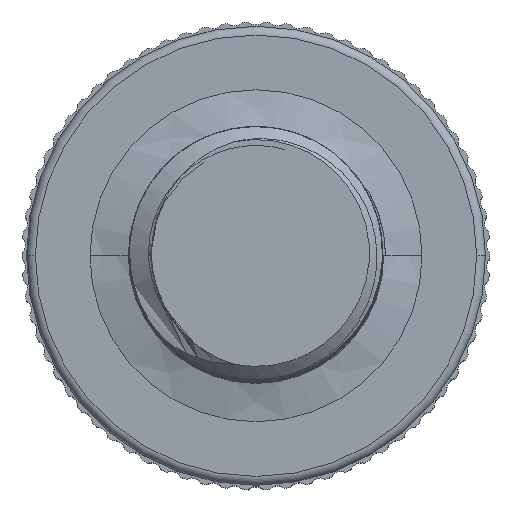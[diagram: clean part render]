
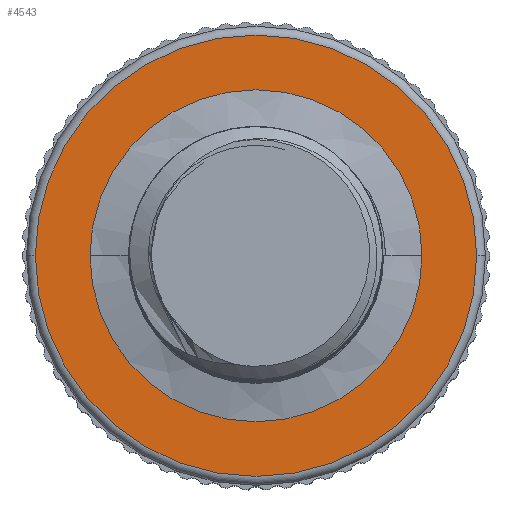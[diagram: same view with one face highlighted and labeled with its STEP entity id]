
A CAD part, top view. The second image highlights one B-rep face of the part: STEP entity #4543.
In plain terms, the highlighted planar face has unit normal (0, 0, 1).
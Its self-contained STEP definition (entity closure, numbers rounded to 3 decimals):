
#197 = AXIS2_PLACEMENT_3D ( 'NONE', #17483, #7219, #15660 ) ;
#511 = ORIENTED_EDGE ( 'NONE', *, *, #11766, .F. ) ;
#695 = DIRECTION ( 'NONE',  ( 0., 0., 1. ) ) ;
#975 = VERTEX_POINT ( 'NONE', #18917 ) ;
#1219 = DIRECTION ( 'NONE',  ( 1., 0., 0. ) ) ;
#2371 = DIRECTION ( 'NONE',  ( 0., 0., 1. ) ) ;
#2918 = AXIS2_PLACEMENT_3D ( 'NONE', #4089, #2371, #1219 ) ;
#2966 = VERTEX_POINT ( 'NONE', #3000 ) ;
#3000 = CARTESIAN_POINT ( 'NONE',  ( -2.5, 0., 2.9 ) ) ;
#3150 = ORIENTED_EDGE ( 'NONE', *, *, #3694, .T. ) ;
#3179 = CARTESIAN_POINT ( 'NONE',  ( 0., 0., 2.9 ) ) ;
#3694 = EDGE_CURVE ( 'NONE', #2966, #18129, #12544, .T. ) ;
#4089 = CARTESIAN_POINT ( 'NONE',  ( 0., 0., 2.9 ) ) ;
#4543 = ADVANCED_FACE ( 'NONE', ( #7071, #5247 ), #9562, .T. ) ;
#4861 = DIRECTION ( 'NONE',  ( 0., 0., 1. ) ) ;
#5247 = FACE_BOUND ( 'NONE', #7462, .T. ) ;
#6018 = CIRCLE ( 'NONE', #197, 2.5 ) ;
#6089 = EDGE_CURVE ( 'NONE', #975, #6443, #10907, .T. ) ;
#6443 = VERTEX_POINT ( 'NONE', #16134 ) ;
#6560 = DIRECTION ( 'NONE',  ( -1., 0., 0. ) ) ;
#7071 = FACE_OUTER_BOUND ( 'NONE', #13124, .T. ) ;
#7187 = ORIENTED_EDGE ( 'NONE', *, *, #6089, .F. ) ;
#7219 = DIRECTION ( 'NONE',  ( 0., 0., 1. ) ) ;
#7254 = CIRCLE ( 'NONE', #11845, 1.88 ) ;
#7462 = EDGE_LOOP ( 'NONE', ( #7187, #511 ) ) ;
#7499 = DIRECTION ( 'NONE',  ( -1., 0., 0. ) ) ;
#9562 = PLANE ( 'NONE',  #2918 ) ;
#10293 = AXIS2_PLACEMENT_3D ( 'NONE', #13841, #695, #6560 ) ;
#10907 = CIRCLE ( 'NONE', #10293, 1.88 ) ;
#11097 = CARTESIAN_POINT ( 'NONE',  ( 2.5, 0., 2.9 ) ) ;
#11539 = EDGE_CURVE ( 'NONE', #18129, #2966, #6018, .T. ) ;
#11766 = EDGE_CURVE ( 'NONE', #6443, #975, #7254, .T. ) ;
#11845 = AXIS2_PLACEMENT_3D ( 'NONE', #3179, #14599, #7499 ) ;
#12052 = CARTESIAN_POINT ( 'NONE',  ( 0., 0., 2.9 ) ) ;
#12544 = CIRCLE ( 'NONE', #13764, 2.5 ) ;
#13124 = EDGE_LOOP ( 'NONE', ( #14993, #3150 ) ) ;
#13764 = AXIS2_PLACEMENT_3D ( 'NONE', #12052, #4861, #17906 ) ;
#13841 = CARTESIAN_POINT ( 'NONE',  ( 0., 0., 2.9 ) ) ;
#14599 = DIRECTION ( 'NONE',  ( 0., 0., 1. ) ) ;
#14993 = ORIENTED_EDGE ( 'NONE', *, *, #11539, .T. ) ;
#15660 = DIRECTION ( 'NONE',  ( 1., 0., 0. ) ) ;
#16134 = CARTESIAN_POINT ( 'NONE',  ( 1.88, 0., 2.9 ) ) ;
#17483 = CARTESIAN_POINT ( 'NONE',  ( 0., 0., 2.9 ) ) ;
#17906 = DIRECTION ( 'NONE',  ( 1., 0., 0. ) ) ;
#18129 = VERTEX_POINT ( 'NONE', #11097 ) ;
#18917 = CARTESIAN_POINT ( 'NONE',  ( -1.88, 0., 2.9 ) ) ;
